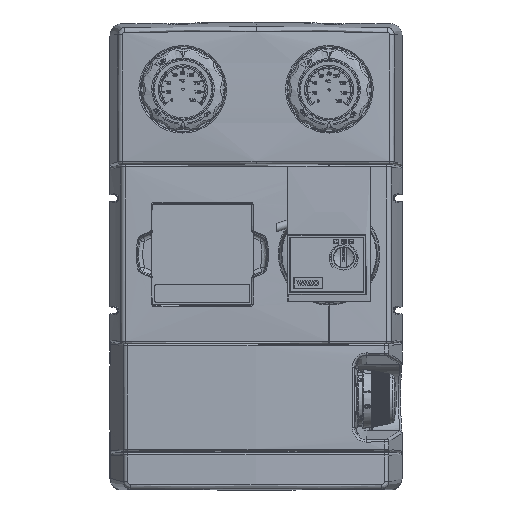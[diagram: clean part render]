
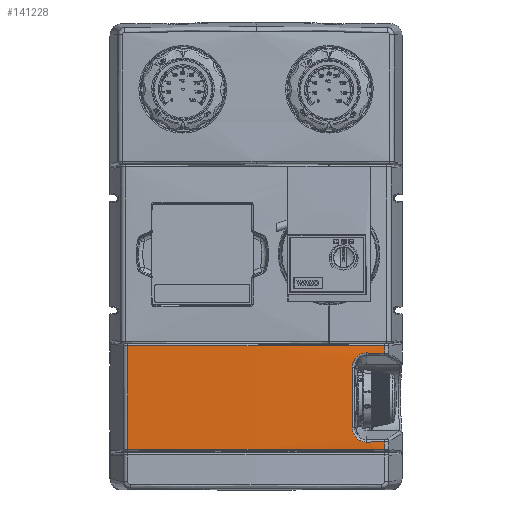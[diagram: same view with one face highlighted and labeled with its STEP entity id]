
A CAD part, top view. The second image highlights one B-rep face of the part: STEP entity #141228.
In plain terms, the highlighted cylindrical face has radius 2000 mm (diameter 4000 mm), a partial arc.
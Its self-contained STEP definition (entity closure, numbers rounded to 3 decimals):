
#16024 = CARTESIAN_POINT ( 'NONE',  ( 20.018, -234.394, 35.547 ) ) ;
#33600 = CARTESIAN_POINT ( 'NONE',  ( 20.515, -293.457, 35.526 ) ) ;
#40014 = CARTESIAN_POINT ( 'NONE',  ( 19.826, -236.981, 35.555 ) ) ;
#45182 = ORIENTED_EDGE ( 'NONE', *, *, #190670, .T. ) ;
#48430 = DIRECTION ( 'NONE',  ( 0., 1., 0. ) ) ;
#50723 = LINE ( 'NONE', #284564, #248003 ) ;
#50869 = ORIENTED_EDGE ( 'NONE', *, *, #168273, .T. ) ;
#52259 = CARTESIAN_POINT ( 'NONE',  ( 19.826, -236.656, 35.555 ) ) ;
#55709 = CARTESIAN_POINT ( 'NONE',  ( 20.948, -231.608, 35.509 ) ) ;
#57286 = EDGE_LOOP ( 'NONE', ( #438727, #480822, #480757, #396820, #45182, #346186, #480760, #50869, #194637, #490681 ) ) ;
#59814 = CARTESIAN_POINT ( 'NONE',  ( -172.39, -218.692, 34.229 ) ) ;
#64010 = B_SPLINE_CURVE_WITH_KNOTS ( 'NONE', 4,
 ( #149774, #425684, #189453, #465332, #229111 ),
 .UNSPECIFIED., .F., .F.,
 ( 5, 5 ),
 ( 91.688, 402.543 ),
 .UNSPECIFIED. ) ;
#73342 = CARTESIAN_POINT ( 'NONE',  ( 19.885, -290.551, 35.552 ) ) ;
#74226 = CARTESIAN_POINT ( 'NONE',  ( 47.39, -300.933, 34.229 ) ) ;
#76335 = B_SPLINE_CURVE_WITH_KNOTS ( 'NONE', 5,
 ( #307700, #347335, #387045, #150806, #426751, #190487, #466379, #230122, #506099, #269783, #33600, #309412, #73342, #349045, #112966 ),
 .UNSPECIFIED., .F., .F.,
 ( 6, 3, 3, 3, 6 ),
 ( 37.339, 39.401, 47.642, 56.991, 61.989 ),
 .UNSPECIFIED. ) ;
#78359 = LINE ( 'NONE', #161522, #485492 ) ;
#79395 = VERTEX_POINT ( 'NONE', #229796 ) ;
#81166 = EDGE_CURVE ( 'NONE', #209088, #380279, #50723, .T. ) ;
#85249 = CARTESIAN_POINT ( 'NONE',  ( 47.39, -300.933, 34.229 ) ) ;
#92974 = CARTESIAN_POINT ( 'NONE',  ( 47.39, -225.067, 34.229 ) ) ;
#95366 = CARTESIAN_POINT ( 'NONE',  ( 24.113, -227.564, 35.374 ) ) ;
#98081 = VERTEX_POINT ( 'NONE', #368344 ) ;
#99115 = B_SPLINE_CURVE_WITH_KNOTS ( 'NONE', 3,
 ( #367008, #406710, #329072, #92974 ),
 .UNSPECIFIED., .F., .F.,
 ( 4, 4 ),
 ( -84.215, -62.167 ),
 .UNSPECIFIED. ) ;
#110185 = EDGE_CURVE ( 'NONE', #317183, #346839, #503077, .T. ) ;
#112966 = CARTESIAN_POINT ( 'NONE',  ( 19.826, -289.019, 35.555 ) ) ;
#113853 = CARTESIAN_POINT ( 'NONE',  ( 37.006, -301.03, 34.78 ) ) ;
#116726 = CARTESIAN_POINT ( 'NONE',  ( 31.813, -301.074, 35.025 ) ) ;
#130338 = CARTESIAN_POINT ( 'NONE',  ( -117.5, -307.202, 37.249 ) ) ;
#134934 = CARTESIAN_POINT ( 'NONE',  ( 27.06, -225.744, 35.244 ) ) ;
#141228 = ADVANCED_FACE ( 'NONE', ( #147329 ), #505139, .T. ) ;
#147329 = FACE_OUTER_BOUND ( 'NONE', #57286, .T. ) ;
#149668 = CARTESIAN_POINT ( 'NONE',  ( -172.39, -307.308, 34.229 ) ) ;
#149774 = CARTESIAN_POINT ( 'NONE',  ( 47.39, -218.692, 34.229 ) ) ;
#150806 = CARTESIAN_POINT ( 'NONE',  ( 30.863, -301.05, 35.07 ) ) ;
#158757 = CARTESIAN_POINT ( 'NONE',  ( -62.5, -263., -1962.75 ) ) ;
#160438 = DIRECTION ( 'NONE',  ( -1., 0., 0. ) ) ;
#161522 = CARTESIAN_POINT ( 'NONE',  ( 47.39, -263., 34.229 ) ) ;
#164893 = DIRECTION ( 'NONE',  ( 0., 1., 0. ) ) ;
#166020 = EDGE_CURVE ( 'NONE', #346839, #436620, #76335, .T. ) ;
#168260 = VERTEX_POINT ( 'NONE', #444317 ) ;
#168273 = EDGE_CURVE ( 'NONE', #436620, #423857, #279499, .T. ) ;
#170073 = CARTESIAN_POINT ( 'NONE',  ( 19.826, -263., 35.555 ) ) ;
#174525 = CARTESIAN_POINT ( 'NONE',  ( 30.033, -224.995, 35.109 ) ) ;
#174695 = B_SPLINE_CURVE_WITH_KNOTS ( 'NONE', 5,
 ( #409032, #52259, #488467, #252164, #16024, #291760, #55709, #331445, #95366, #371048, #134934, #410802, #174525, #450467, #214270 ),
 .UNSPECIFIED., .F., .F.,
 ( 6, 3, 3, 3, 6 ),
 ( 37.206, 39.328, 47.768, 56.059, 61.856 ),
 .UNSPECIFIED. ) ;
#181761 = B_SPLINE_CURVE_WITH_KNOTS ( 'NONE', 4,
 ( #325153, #130338, #209666, #485579, #249196 ),
 .UNSPECIFIED., .F., .F.,
 ( 5, 5 ),
 ( -402.543, -91.688 ),
 .UNSPECIFIED. ) ;
#189453 = CARTESIAN_POINT ( 'NONE',  ( -62.5, -218.833, 38.258 ) ) ;
#190487 = CARTESIAN_POINT ( 'NONE',  ( 27.744, -300.496, 35.214 ) ) ;
#190670 = EDGE_CURVE ( 'NONE', #98081, #317183, #78359, .T. ) ;
#194524 = CARTESIAN_POINT ( 'NONE',  ( 47.39, -218.692, 34.229 ) ) ;
#194637 = ORIENTED_EDGE ( 'NONE', *, *, #474872, .T. ) ;
#206604 = CARTESIAN_POINT ( 'NONE',  ( 47.39, -263., 34.229 ) ) ;
#206985 = AXIS2_PLACEMENT_3D ( 'NONE', #158757, #276085, #160438 ) ;
#209088 = VERTEX_POINT ( 'NONE', #149668 ) ;
#209666 = CARTESIAN_POINT ( 'NONE',  ( -62.5, -307.167, 38.258 ) ) ;
#209854 = DIRECTION ( 'NONE',  ( 0., 1., 0. ) ) ;
#214270 = CARTESIAN_POINT ( 'NONE',  ( 31.813, -224.926, 35.025 ) ) ;
#228502 = CARTESIAN_POINT ( 'NONE',  ( 19.826, -289.019, 35.555 ) ) ;
#229111 = CARTESIAN_POINT ( 'NONE',  ( -172.39, -218.692, 34.229 ) ) ;
#229796 = CARTESIAN_POINT ( 'NONE',  ( 47.39, -225.067, 34.229 ) ) ;
#230122 = CARTESIAN_POINT ( 'NONE',  ( 24.209, -298.63, 35.37 ) ) ;
#234157 = EDGE_CURVE ( 'NONE', #308385, #380279, #64010, .T. ) ;
#248003 = VECTOR ( 'NONE', #48430, 1000. ) ;
#249196 = CARTESIAN_POINT ( 'NONE',  ( 47.39, -307.308, 34.229 ) ) ;
#252164 = CARTESIAN_POINT ( 'NONE',  ( 19.858, -236.006, 35.554 ) ) ;
#269783 = CARTESIAN_POINT ( 'NONE',  ( 21.498, -295.452, 35.485 ) ) ;
#273632 = EDGE_CURVE ( 'NONE', #79395, #308385, #388467, .T. ) ;
#276085 = DIRECTION ( 'NONE',  ( 0., -1., 0. ) ) ;
#279499 = LINE ( 'NONE', #170073, #476936 ) ;
#284564 = CARTESIAN_POINT ( 'NONE',  ( -172.39, -263., 34.229 ) ) ;
#285756 = EDGE_CURVE ( 'NONE', #168260, #79395, #99115, .T. ) ;
#291760 = CARTESIAN_POINT ( 'NONE',  ( 20.442, -232.817, 35.529 ) ) ;
#307242 = EDGE_CURVE ( 'NONE', #209088, #98081, #181761, .T. ) ;
#307700 = CARTESIAN_POINT ( 'NONE',  ( 31.813, -301.074, 35.025 ) ) ;
#308385 = VERTEX_POINT ( 'NONE', #194524 ) ;
#309412 = CARTESIAN_POINT ( 'NONE',  ( 20.004, -291.31, 35.548 ) ) ;
#317183 = VERTEX_POINT ( 'NONE', #85249 ) ;
#322122 = DIRECTION ( 'NONE',  ( 0., 1., 0. ) ) ;
#325153 = CARTESIAN_POINT ( 'NONE',  ( -172.39, -307.308, 34.229 ) ) ;
#329072 = CARTESIAN_POINT ( 'NONE',  ( 42.198, -225.016, 34.514 ) ) ;
#331445 = CARTESIAN_POINT ( 'NONE',  ( 22.259, -229.375, 35.454 ) ) ;
#346186 = ORIENTED_EDGE ( 'NONE', *, *, #110185, .T. ) ;
#346839 = VERTEX_POINT ( 'NONE', #116726 ) ;
#347335 = CARTESIAN_POINT ( 'NONE',  ( 31.496, -301.076, 35.04 ) ) ;
#349045 = CARTESIAN_POINT ( 'NONE',  ( 19.826, -289.785, 35.555 ) ) ;
#367008 = CARTESIAN_POINT ( 'NONE',  ( 31.813, -224.926, 35.025 ) ) ;
#368344 = CARTESIAN_POINT ( 'NONE',  ( 47.39, -307.308, 34.229 ) ) ;
#371048 = CARTESIAN_POINT ( 'NONE',  ( 25.147, -226.796, 35.329 ) ) ;
#380279 = VERTEX_POINT ( 'NONE', #59814 ) ;
#387045 = CARTESIAN_POINT ( 'NONE',  ( 31.18, -301.068, 35.055 ) ) ;
#388467 = LINE ( 'NONE', #206604, #493364 ) ;
#389641 = CARTESIAN_POINT ( 'NONE',  ( 42.198, -300.984, 34.514 ) ) ;
#396820 = ORIENTED_EDGE ( 'NONE', *, *, #307242, .T. ) ;
#406710 = CARTESIAN_POINT ( 'NONE',  ( 37.006, -224.97, 34.78 ) ) ;
#409032 = CARTESIAN_POINT ( 'NONE',  ( 19.826, -236.981, 35.555 ) ) ;
#410802 = CARTESIAN_POINT ( 'NONE',  ( 29.152, -225.155, 35.149 ) ) ;
#423857 = VERTEX_POINT ( 'NONE', #40014 ) ;
#425684 = CARTESIAN_POINT ( 'NONE',  ( -7.5, -218.798, 37.249 ) ) ;
#426751 = CARTESIAN_POINT ( 'NONE',  ( 29.287, -300.904, 35.143 ) ) ;
#429352 = CARTESIAN_POINT ( 'NONE',  ( 31.813, -301.074, 35.025 ) ) ;
#436620 = VERTEX_POINT ( 'NONE', #228502 ) ;
#438727 = ORIENTED_EDGE ( 'NONE', *, *, #273632, .T. ) ;
#444317 = CARTESIAN_POINT ( 'NONE',  ( 31.813, -224.926, 35.025 ) ) ;
#450467 = CARTESIAN_POINT ( 'NONE',  ( 30.923, -224.919, 35.067 ) ) ;
#465332 = CARTESIAN_POINT ( 'NONE',  ( -117.5, -218.798, 37.249 ) ) ;
#466379 = CARTESIAN_POINT ( 'NONE',  ( 26.562, -300.005, 35.267 ) ) ;
#474872 = EDGE_CURVE ( 'NONE', #423857, #168260, #174695, .T. ) ;
#476936 = VECTOR ( 'NONE', #209854, 1000. ) ;
#480757 = ORIENTED_EDGE ( 'NONE', *, *, #81166, .F. ) ;
#480760 = ORIENTED_EDGE ( 'NONE', *, *, #166020, .T. ) ;
#480822 = ORIENTED_EDGE ( 'NONE', *, *, #234157, .T. ) ;
#485492 = VECTOR ( 'NONE', #164893, 1000. ) ;
#485579 = CARTESIAN_POINT ( 'NONE',  ( -7.5, -307.202, 37.249 ) ) ;
#488467 = CARTESIAN_POINT ( 'NONE',  ( 19.837, -236.331, 35.554 ) ) ;
#490681 = ORIENTED_EDGE ( 'NONE', *, *, #285756, .T. ) ;
#493364 = VECTOR ( 'NONE', #322122, 1000. ) ;
#503077 = B_SPLINE_CURVE_WITH_KNOTS ( 'NONE', 3,
 ( #74226, #389641, #113853, #429352 ),
 .UNSPECIFIED., .F., .F.,
 ( 4, 4 ),
 ( 62.167, 84.215 ),
 .UNSPECIFIED. ) ;
#505139 = CYLINDRICAL_SURFACE ( 'NONE', #206985, 2000. ) ;
#506099 = CARTESIAN_POINT ( 'NONE',  ( 22.33, -296.648, 35.451 ) ) ;
